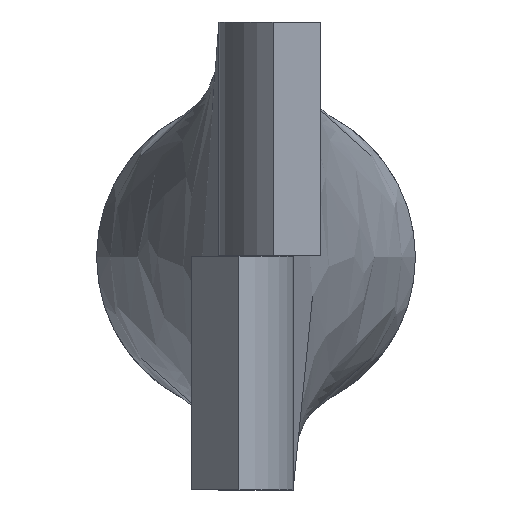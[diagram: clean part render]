
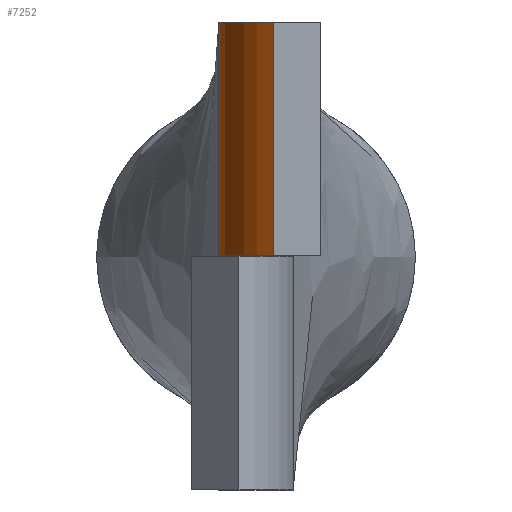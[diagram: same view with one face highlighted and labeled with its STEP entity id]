
A CAD part, top view. The second image highlights one B-rep face of the part: STEP entity #7252.
In plain terms, the highlighted cylindrical face has radius 13.926 mm (diameter 27.852 mm), a partial arc.
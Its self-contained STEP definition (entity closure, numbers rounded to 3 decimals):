
#610 = CIRCLE ( 'NONE', #14163, 13.926 ) ;
#673 = LINE ( 'NONE', #9656, #1457 ) ;
#1352 = FACE_OUTER_BOUND ( 'NONE', #6951, .T. ) ;
#1457 = VECTOR ( 'NONE', #3720, 1000. ) ;
#1944 = LINE ( 'NONE', #12141, #11236 ) ;
#2542 = CARTESIAN_POINT ( 'NONE',  ( 1.602, 22., 100.774 ) ) ;
#2775 = DIRECTION ( 'NONE',  ( 0., -1., 0. ) ) ;
#3720 = DIRECTION ( 'NONE',  ( 0., -1., 0. ) ) ;
#4093 = EDGE_CURVE ( 'NONE', #7643, #15629, #610, .T. ) ;
#4343 = EDGE_CURVE ( 'NONE', #15629, #8744, #1944, .T. ) ;
#5998 = CARTESIAN_POINT ( 'NONE',  ( -3.5, 22., 90. ) ) ;
#6155 = DIRECTION ( 'NONE',  ( 0., 0., -1. ) ) ;
#6372 = EDGE_CURVE ( 'NONE', #6926, #8744, #8389, .T. ) ;
#6926 = VERTEX_POINT ( 'NONE', #10913 ) ;
#6951 = EDGE_LOOP ( 'NONE', ( #13932, #14329, #15088, #8735 ) ) ;
#6993 = AXIS2_PLACEMENT_3D ( 'NONE', #9911, #2775, #11224 ) ;
#7252 = ADVANCED_FACE ( 'NONE', ( #1352 ), #13480, .T. ) ;
#7643 = VERTEX_POINT ( 'NONE', #2542 ) ;
#8389 = CIRCLE ( 'NONE', #10523, 13.926 ) ;
#8735 = ORIENTED_EDGE ( 'NONE', *, *, #4343, .T. ) ;
#8744 = VERTEX_POINT ( 'NONE', #12917 ) ;
#9656 = CARTESIAN_POINT ( 'NONE',  ( 1.602, 0., 100.774 ) ) ;
#9911 = CARTESIAN_POINT ( 'NONE',  ( 10.426, 11., 90. ) ) ;
#10360 = DIRECTION ( 'NONE',  ( 0., -1., 0. ) ) ;
#10523 = AXIS2_PLACEMENT_3D ( 'NONE', #14529, #12187, #6155 ) ;
#10913 = CARTESIAN_POINT ( 'NONE',  ( 1.602, 0.05, 100.774 ) ) ;
#11224 = DIRECTION ( 'NONE',  ( 0., 0., -1. ) ) ;
#11236 = VECTOR ( 'NONE', #13331, 1000. ) ;
#12141 = CARTESIAN_POINT ( 'NONE',  ( -3.5, 0., 90. ) ) ;
#12187 = DIRECTION ( 'NONE',  ( 0., -1., 0. ) ) ;
#12897 = DIRECTION ( 'NONE',  ( 0., 0., -1. ) ) ;
#12917 = CARTESIAN_POINT ( 'NONE',  ( -3.5, 0.05, 90. ) ) ;
#13331 = DIRECTION ( 'NONE',  ( 0., -1., 0. ) ) ;
#13480 = CYLINDRICAL_SURFACE ( 'NONE', #6993, 13.926 ) ;
#13495 = EDGE_CURVE ( 'NONE', #7643, #6926, #673, .T. ) ;
#13932 = ORIENTED_EDGE ( 'NONE', *, *, #6372, .F. ) ;
#13965 = CARTESIAN_POINT ( 'NONE',  ( 10.426, 22., 90. ) ) ;
#14163 = AXIS2_PLACEMENT_3D ( 'NONE', #13965, #10360, #12897 ) ;
#14329 = ORIENTED_EDGE ( 'NONE', *, *, #13495, .F. ) ;
#14529 = CARTESIAN_POINT ( 'NONE',  ( 10.426, 0.05, 90. ) ) ;
#15088 = ORIENTED_EDGE ( 'NONE', *, *, #4093, .T. ) ;
#15629 = VERTEX_POINT ( 'NONE', #5998 ) ;
